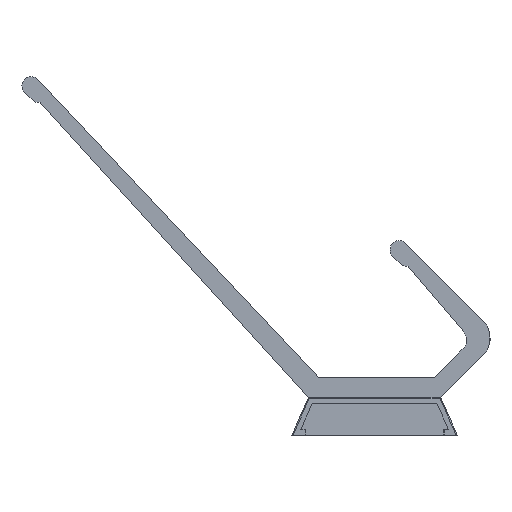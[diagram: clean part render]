
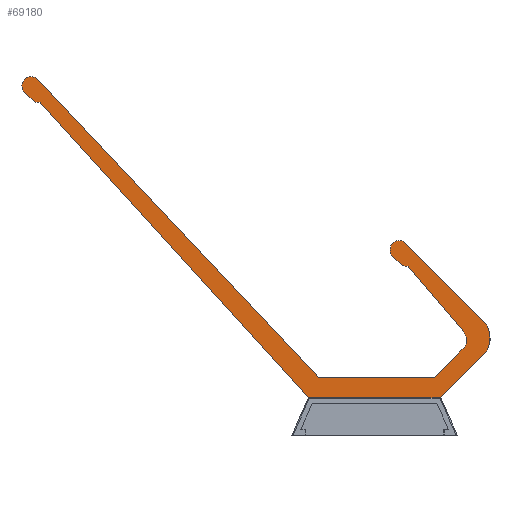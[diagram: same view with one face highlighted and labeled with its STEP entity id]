
A CAD part, left-side view. The second image highlights one B-rep face of the part: STEP entity #69180.
In plain terms, the highlighted planar face has unit normal (-1, 0, 0).
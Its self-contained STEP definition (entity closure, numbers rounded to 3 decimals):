
#66850=CARTESIAN_POINT('',(-225.,0.741,5.997));
#66860=DIRECTION('',(-1.,0.,0.));
#66870=DIRECTION('',(0.,-1.,0.));
#66880=AXIS2_PLACEMENT_3D('',#66850,#66860,#66870);
#66890=PLANE('',#66880);
#66900=CARTESIAN_POINT('',(-225.,-21.709,23.326));
#66910=DIRECTION('',(-1.,0.,0.));
#66920=DIRECTION('',(0.,-1.,0.));
#66930=AXIS2_PLACEMENT_3D('',#66900,#66910,#66920);
#66940=CIRCLE('',#66930,6.);
#66950=CARTESIAN_POINT('',(-225.,-25.951,19.083));
#66960=VERTEX_POINT('',#66950);
#66970=CARTESIAN_POINT('',(-225.,-25.951,27.569));
#66980=VERTEX_POINT('',#66970);
#66990=EDGE_CURVE('',#66960,#66980,#66940,.T.);
#67000=ORIENTED_EDGE('',*,*,#66990,.T.);
#67010=CARTESIAN_POINT('',(-225.,-25.951,19.083));
#67020=DIRECTION('',(0.,-0.707,0.707));
#67030=VECTOR('',#67020,1.);
#67040=LINE('',#67010,#67030);
#67050=CARTESIAN_POINT('',(-225.,-15.868,9.));
#67060=VERTEX_POINT('',#67050);
#67070=EDGE_CURVE('',#67060,#66960,#67040,.T.);
#67080=ORIENTED_EDGE('',*,*,#67070,.T.);
#67090=CARTESIAN_POINT('',(-225.,-8.451,9.));
#67100=DIRECTION('',(0.,-1.,0.));
#67110=VECTOR('',#67100,1.);
#67120=LINE('',#67090,#67110);
#67130=CARTESIAN_POINT('',(-225.,-13.,9.));
#67140=VERTEX_POINT('',#67130);
#67150=EDGE_CURVE('',#67140,#67060,#67120,.T.);
#67160=ORIENTED_EDGE('',*,*,#67150,.T.);
#67170=CARTESIAN_POINT('',(-225.,-13.,5.6));
#67180=DIRECTION('',(0.,0.,1.));
#67190=VECTOR('',#67180,1.);
#67200=LINE('',#67170,#67190);
#67210=CARTESIAN_POINT('',(-225.,-13.,6.6));
#67220=VERTEX_POINT('',#67210);
#67230=EDGE_CURVE('',#67220,#67140,#67200,.T.);
#67240=ORIENTED_EDGE('',*,*,#67230,.T.);
#67250=CARTESIAN_POINT('',(-225.,-12.,6.6));
#67260=DIRECTION('',(-1.,0.,0.));
#67270=DIRECTION('',(0.,-1.,0.));
#67280=AXIS2_PLACEMENT_3D('',#67250,#67260,#67270);
#67290=CIRCLE('',#67280,1.);
#67300=CARTESIAN_POINT('',(-225.,-12.,5.6));
#67310=VERTEX_POINT('',#67300);
#67320=EDGE_CURVE('',#67310,#67220,#67290,.T.);
#67330=ORIENTED_EDGE('',*,*,#67320,.T.);
#67340=CARTESIAN_POINT('',(-225.,-9.,5.6));
#67350=DIRECTION('',(0.,-1.,0.));
#67360=VECTOR('',#67350,1.);
#67370=LINE('',#67340,#67360);
#67380=CARTESIAN_POINT('',(-225.,-10.,5.6));
#67390=VERTEX_POINT('',#67380);
#67400=EDGE_CURVE('',#67390,#67310,#67370,.T.);
#67410=ORIENTED_EDGE('',*,*,#67400,.T.);
#67420=CARTESIAN_POINT('',(-225.,-10.,6.6));
#67430=DIRECTION('',(-1.,0.,0.));
#67440=DIRECTION('',(0.,-1.,0.));
#67450=AXIS2_PLACEMENT_3D('',#67420,#67430,#67440);
#67460=CIRCLE('',#67450,1.);
#67470=CARTESIAN_POINT('',(-225.,-9.,6.6));
#67480=VERTEX_POINT('',#67470);
#67490=EDGE_CURVE('',#67480,#67390,#67460,.T.);
#67500=ORIENTED_EDGE('',*,*,#67490,.T.);
#67510=CARTESIAN_POINT('',(-225.,-9.,9.));
#67520=DIRECTION('',(0.,0.,-1.));
#67530=VECTOR('',#67520,1.);
#67540=LINE('',#67510,#67530);
#67550=CARTESIAN_POINT('',(-225.,-9.,9.));
#67560=VERTEX_POINT('',#67550);
#67570=EDGE_CURVE('',#67560,#67480,#67540,.T.);
#67580=ORIENTED_EDGE('',*,*,#67570,.T.);
#67590=CARTESIAN_POINT('',(-225.,9.,9.));
#67600=VERTEX_POINT('',#67590);
#67610=EDGE_CURVE('',#67600,#67560,#67120,.T.);
#67620=ORIENTED_EDGE('',*,*,#67610,.T.);
#67630=CARTESIAN_POINT('',(-225.,9.,5.6));
#67640=DIRECTION('',(0.,0.,1.));
#67650=VECTOR('',#67640,1.);
#67660=LINE('',#67630,#67650);
#67670=CARTESIAN_POINT('',(-225.,9.,6.6));
#67680=VERTEX_POINT('',#67670);
#67690=EDGE_CURVE('',#67680,#67600,#67660,.T.);
#67700=ORIENTED_EDGE('',*,*,#67690,.T.);
#67710=CARTESIAN_POINT('',(-225.,10.,6.6));
#67720=DIRECTION('',(-1.,0.,0.));
#67730=DIRECTION('',(0.,-1.,0.));
#67740=AXIS2_PLACEMENT_3D('',#67710,#67720,#67730);
#67750=CIRCLE('',#67740,1.);
#67760=CARTESIAN_POINT('',(-225.,10.,5.6));
#67770=VERTEX_POINT('',#67760);
#67780=EDGE_CURVE('',#67770,#67680,#67750,.T.);
#67790=ORIENTED_EDGE('',*,*,#67780,.T.);
#67800=CARTESIAN_POINT('',(-225.,13.,5.6));
#67810=DIRECTION('',(0.,-1.,0.));
#67820=VECTOR('',#67810,1.);
#67830=LINE('',#67800,#67820);
#67840=CARTESIAN_POINT('',(-225.,12.,5.6));
#67850=VERTEX_POINT('',#67840);
#67860=EDGE_CURVE('',#67850,#67770,#67830,.T.);
#67870=ORIENTED_EDGE('',*,*,#67860,.T.);
#67880=CARTESIAN_POINT('',(-225.,12.,6.6));
#67890=DIRECTION('',(-1.,0.,0.));
#67900=DIRECTION('',(0.,-1.,0.));
#67910=AXIS2_PLACEMENT_3D('',#67880,#67890,#67900);
#67920=CIRCLE('',#67910,1.);
#67930=CARTESIAN_POINT('',(-225.,13.,6.6));
#67940=VERTEX_POINT('',#67930);
#67950=EDGE_CURVE('',#67940,#67850,#67920,.T.);
#67960=ORIENTED_EDGE('',*,*,#67950,.T.);
#67970=CARTESIAN_POINT('',(-225.,13.,9.));
#67980=DIRECTION('',(0.,0.,-1.));
#67990=VECTOR('',#67980,1.);
#68000=LINE('',#67970,#67990);
#68010=CARTESIAN_POINT('',(-225.,13.,9.));
#68020=VERTEX_POINT('',#68010);
#68030=EDGE_CURVE('',#68020,#67940,#68000,.T.);
#68040=ORIENTED_EDGE('',*,*,#68030,.T.);
#68050=CARTESIAN_POINT('',(-225.,15.868,9.));
#68060=VERTEX_POINT('',#68050);
#68070=EDGE_CURVE('',#68060,#68020,#67120,.T.);
#68080=ORIENTED_EDGE('',*,*,#68070,.T.);
#68090=CARTESIAN_POINT('',(-225.,80.27,79.84));
#68100=DIRECTION('',(0.,-0.673,-0.74));
#68110=VECTOR('',#68100,1.);
#68120=LINE('',#68090,#68110);
#68130=CARTESIAN_POINT('',(-225.,80.27,79.84));
#68140=VERTEX_POINT('',#68130);
#68150=EDGE_CURVE('',#68140,#68060,#68120,.T.);
#68160=ORIENTED_EDGE('',*,*,#68150,.T.);
#68170=CARTESIAN_POINT('',(-225.,80.606,82.014));
#68180=DIRECTION('',(-1.,0.,0.));
#68190=DIRECTION('',(0.,-1.,0.));
#68200=AXIS2_PLACEMENT_3D('',#68170,#68180,#68190);
#68210=CIRCLE('',#68200,2.2);
#68220=CARTESIAN_POINT('',(-225.,82.161,80.459));
#68230=VERTEX_POINT('',#68220);
#68240=EDGE_CURVE('',#68230,#68140,#68210,.T.);
#68250=ORIENTED_EDGE('',*,*,#68240,.T.);
#68260=CARTESIAN_POINT('',(-225.,83.947,82.244));
#68270=DIRECTION('',(0.,-0.707,-0.707));
#68280=VECTOR('',#68270,1.);
#68290=LINE('',#68260,#68280);
#68300=CARTESIAN_POINT('',(-225.,83.947,82.244));
#68310=VERTEX_POINT('',#68300);
#68320=EDGE_CURVE('',#68310,#68230,#68290,.T.);
#68330=ORIENTED_EDGE('',*,*,#68320,.T.);
#68340=CARTESIAN_POINT('',(-225.,82.391,83.8));
#68350=DIRECTION('',(-1.,0.,0.));
#68360=DIRECTION('',(0.,-1.,0.));
#68370=AXIS2_PLACEMENT_3D('',#68340,#68350,#68360);
#68380=CIRCLE('',#68370,2.2);
#68390=CARTESIAN_POINT('',(-225.,80.791,85.309));
#68400=VERTEX_POINT('',#68390);
#68410=EDGE_CURVE('',#68400,#68310,#68380,.T.);
#68420=ORIENTED_EDGE('',*,*,#68410,.T.);
#68430=CARTESIAN_POINT('',(-225.,13.368,13.8));
#68440=DIRECTION('',(0.,0.686,0.728));
#68450=VECTOR('',#68440,1.);
#68460=LINE('',#68430,#68450);
#68470=CARTESIAN_POINT('',(-225.,13.368,13.8));
#68480=VERTEX_POINT('',#68470);
#68490=EDGE_CURVE('',#68480,#68400,#68460,.T.);
#68500=ORIENTED_EDGE('',*,*,#68490,.T.);
#68510=CARTESIAN_POINT('',(-225.,-8.451,13.8));
#68520=DIRECTION('',(0.,-1.,0.));
#68530=VECTOR('',#68520,1.);
#68540=LINE('',#68510,#68530);
#68550=CARTESIAN_POINT('',(-225.,-14.304,13.8));
#68560=VERTEX_POINT('',#68550);
#68570=EDGE_CURVE('',#68480,#68560,#68540,.T.);
#68580=ORIENTED_EDGE('',*,*,#68570,.F.);
#68590=CARTESIAN_POINT('',(-225.,-22.769,22.265));
#68600=DIRECTION('',(0.,-0.707,0.707));
#68610=VECTOR('',#68600,1.);
#68620=LINE('',#68590,#68610);
#68630=CARTESIAN_POINT('',(-225.,-21.214,20.71));
#68640=VERTEX_POINT('',#68630);
#68650=EDGE_CURVE('',#68560,#68640,#68620,.T.);
#68660=ORIENTED_EDGE('',*,*,#68650,.F.);
#68670=CARTESIAN_POINT('',(-225.,-19.092,22.831));
#68680=DIRECTION('',(-1.,0.,0.));
#68690=DIRECTION('',(0.,-1.,0.));
#68700=AXIS2_PLACEMENT_3D('',#68670,#68680,#68690);
#68710=CIRCLE('',#68700,3.);
#68720=CARTESIAN_POINT('',(-225.,-21.382,24.769));
#68730=VERTEX_POINT('',#68720);
#68740=EDGE_CURVE('',#68640,#68730,#68710,.T.);
#68750=ORIENTED_EDGE('',*,*,#68740,.F.);
#68760=CARTESIAN_POINT('',(-225.,-8.03,40.54));
#68770=DIRECTION('',(0.,-0.646,-0.763));
#68780=VECTOR('',#68770,1.);
#68790=LINE('',#68760,#68780);
#68800=CARTESIAN_POINT('',(-225.,-8.03,40.54));
#68810=VERTEX_POINT('',#68800);
#68820=EDGE_CURVE('',#68810,#68730,#68790,.T.);
#68830=ORIENTED_EDGE('',*,*,#68820,.T.);
#68840=CARTESIAN_POINT('',(-225.,-7.694,42.714));
#68850=DIRECTION('',(-1.,0.,0.));
#68860=DIRECTION('',(0.,-1.,0.));
#68870=AXIS2_PLACEMENT_3D('',#68840,#68850,#68860);
#68880=CIRCLE('',#68870,2.2);
#68890=CARTESIAN_POINT('',(-225.,-6.139,41.159));
#68900=VERTEX_POINT('',#68890);
#68910=EDGE_CURVE('',#68900,#68810,#68880,.T.);
#68920=ORIENTED_EDGE('',*,*,#68910,.T.);
#68930=CARTESIAN_POINT('',(-225.,-4.353,42.944));
#68940=DIRECTION('',(0.,-0.707,-0.707));
#68950=VECTOR('',#68940,1.);
#68960=LINE('',#68930,#68950);
#68970=CARTESIAN_POINT('',(-225.,-4.353,42.944));
#68980=VERTEX_POINT('',#68970);
#68990=EDGE_CURVE('',#68980,#68900,#68960,.T.);
#69000=ORIENTED_EDGE('',*,*,#68990,.T.);
#69010=CARTESIAN_POINT('',(-225.,-5.909,44.5));
#69020=DIRECTION('',(-1.,0.,0.));
#69030=DIRECTION('',(0.,-1.,0.));
#69040=AXIS2_PLACEMENT_3D('',#69010,#69020,#69030);
#69050=CIRCLE('',#69040,2.2);
#69060=CARTESIAN_POINT('',(-225.,-7.464,46.056));
#69070=VERTEX_POINT('',#69060);
#69080=EDGE_CURVE('',#69070,#68980,#69050,.T.);
#69090=ORIENTED_EDGE('',*,*,#69080,.T.);
#69100=CARTESIAN_POINT('',(-225.,-7.464,46.056));
#69110=DIRECTION('',(0.,-0.707,-0.707));
#69120=VECTOR('',#69110,1.);
#69130=LINE('',#69100,#69120);
#69140=EDGE_CURVE('',#69070,#66980,#69130,.T.);
#69150=ORIENTED_EDGE('',*,*,#69140,.F.);
#69160=EDGE_LOOP('',(#69150,#69090,#69000,#68920,#68830,#68750,#68660,
#68580,#68500,#68420,#68330,#68250,#68160,#68080,#68040,#67960,#67870,
#67790,#67700,#67620,#67580,#67500,#67410,#67330,#67240,#67160,#67080,
#67000));
#69170=FACE_OUTER_BOUND('',#69160,.T.);
#69180=ADVANCED_FACE('',(#69170),#66890,.T.);
